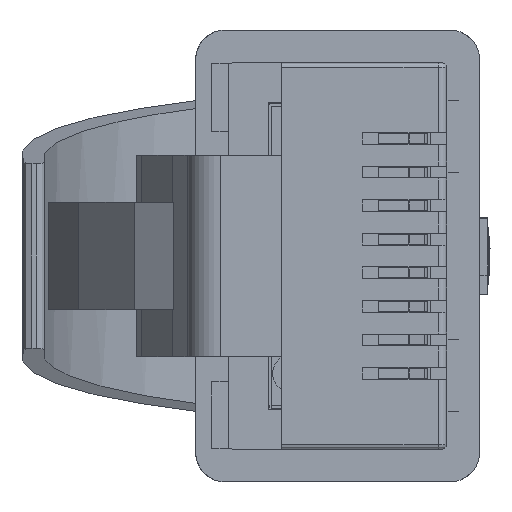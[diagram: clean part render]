
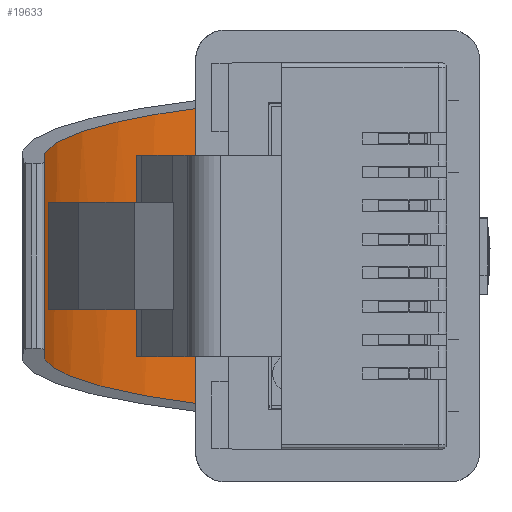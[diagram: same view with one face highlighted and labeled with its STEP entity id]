
A CAD part, left-side view. The second image highlights one B-rep face of the part: STEP entity #19633.
In plain terms, the highlighted cylindrical face has radius 12.7 mm (diameter 25.4 mm), a partial arc.
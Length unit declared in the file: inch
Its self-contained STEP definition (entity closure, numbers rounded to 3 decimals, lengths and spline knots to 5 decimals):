
#946 = CARTESIAN_POINT ( 'NONE',  ( -0.12265, 0.34896, 0.39906 ) ) ;
#1675 = CARTESIAN_POINT ( 'NONE',  ( -0.17563, 0.169, 0.06 ) ) ;
#1818 = EDGE_LOOP ( 'NONE', ( #5358, #12102, #8699, #12388 ) ) ;
#1827 = VERTEX_POINT ( 'NONE', #946 ) ;
#3838 = FACE_OUTER_BOUND ( 'NONE', #1818, .T. ) ;
#4190 = EDGE_CURVE ( 'NONE', #10312, #1827, #12934, .T. ) ;
#5139 = DIRECTION ( 'NONE',  ( -1., 0., 0. ) ) ;
#5358 = ORIENTED_EDGE ( 'NONE', *, *, #8722, .F. ) ;
#6754 = CARTESIAN_POINT ( 'NONE',  ( 0.185, 0.34896, 0.39906 ) ) ;
#7823 = LINE ( 'NONE', #18922, #11225 ) ;
#7855 = CARTESIAN_POINT ( 'NONE',  ( 0.16223, 0.27309, 0.14571 ) ) ;
#8459 = CARTESIAN_POINT ( 'NONE',  ( -0.12265, 0.34896, 0.39906 ) ) ;
#8623 =( BOUNDED_CURVE ( )  B_SPLINE_CURVE ( 3, ( #1675, #11768, #18661, #8459 ),
 .UNSPECIFIED., .F., .F. ) 
 B_SPLINE_CURVE_WITH_KNOTS ( ( 4, 4 ),
 ( 0.68888, 1.47683 ),
 .UNSPECIFIED. ) 
 CURVE ( )  GEOMETRIC_REPRESENTATION_ITEM ( )  RATIONAL_B_SPLINE_CURVE ( ( 1., 0.949, 0.949, 1. ) ) 
 REPRESENTATION_ITEM ( '' )  );
#8699 = ORIENTED_EDGE ( 'NONE', *, *, #18131, .F. ) ;
#8722 = EDGE_CURVE ( 'NONE', #20006, #1827, #8623, .T. ) ;
#9730 = CARTESIAN_POINT ( 'NONE',  ( 0.12265, 0.34896, 0.39906 ) ) ;
#10312 = VERTEX_POINT ( 'NONE', #9730 ) ;
#11225 = VECTOR ( 'NONE', #17287, 39.37008 ) ;
#11395 = DIRECTION ( 'NONE',  ( -1., 0., 0. ) ) ;
#11768 = CARTESIAN_POINT ( 'NONE',  ( -0.16223, 0.27309, 0.14571 ) ) ;
#12102 = ORIENTED_EDGE ( 'NONE', *, *, #18436, .F. ) ;
#12273 = CYLINDRICAL_SURFACE ( 'NONE', #21071, 0.5 ) ;
#12388 = ORIENTED_EDGE ( 'NONE', *, *, #4190, .T. ) ;
#12848 = CARTESIAN_POINT ( 'NONE',  ( 0.12265, 0.34896, 0.39906 ) ) ;
#12934 = LINE ( 'NONE', #6754, #20978 ) ;
#13088 = DIRECTION ( 'NONE',  ( 0., 0., 1. ) ) ;
#14602 =( BOUNDED_CURVE ( )  B_SPLINE_CURVE ( 3, ( #12848, #14618, #7855, #19731 ),
 .UNSPECIFIED., .F., .F. ) 
 B_SPLINE_CURVE_WITH_KNOTS ( ( 4, 4 ),
 ( 1.66477, 2.45271 ),
 .UNSPECIFIED. ) 
 CURVE ( )  GEOMETRIC_REPRESENTATION_ITEM ( )  RATIONAL_B_SPLINE_CURVE ( ( 1., 0.949, 0.949, 1. ) ) 
 REPRESENTATION_ITEM ( '' )  );
#14618 = CARTESIAN_POINT ( 'NONE',  ( 0.14362, 0.3363, 0.26482 ) ) ;
#16445 = CARTESIAN_POINT ( 'NONE',  ( -0.17563, 0.169, 0.06 ) ) ;
#17287 = DIRECTION ( 'NONE',  ( -1., 0., 0. ) ) ;
#18131 = EDGE_CURVE ( 'NONE', #10312, #19408, #14602, .T. ) ;
#18436 = EDGE_CURVE ( 'NONE', #19408, #20006, #7823, .T. ) ;
#18661 = CARTESIAN_POINT ( 'NONE',  ( -0.14362, 0.3363, 0.26482 ) ) ;
#18922 = CARTESIAN_POINT ( 'NONE',  ( 0.185, 0.169, 0.06 ) ) ;
#19221 = CARTESIAN_POINT ( 'NONE',  ( 0.17562, 0.169, 0.06 ) ) ;
#19408 = VERTEX_POINT ( 'NONE', #19221 ) ;
#19633 = ADVANCED_FACE ( 'NONE', ( #3838 ), #12273, .F. ) ;
#19731 = CARTESIAN_POINT ( 'NONE',  ( 0.17562, 0.169, 0.06 ) ) ;
#19909 = CARTESIAN_POINT ( 'NONE',  ( 0.185, -0.14884, 0.44598 ) ) ;
#20006 = VERTEX_POINT ( 'NONE', #16445 ) ;
#20978 = VECTOR ( 'NONE', #5139, 39.37008 ) ;
#21071 = AXIS2_PLACEMENT_3D ( 'NONE', #19909, #11395, #13088 ) ;
